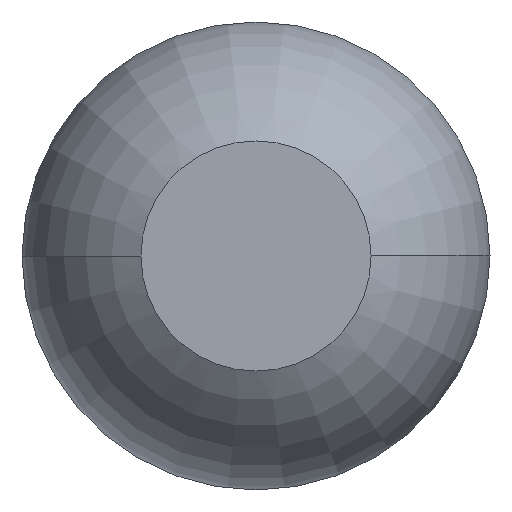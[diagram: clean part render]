
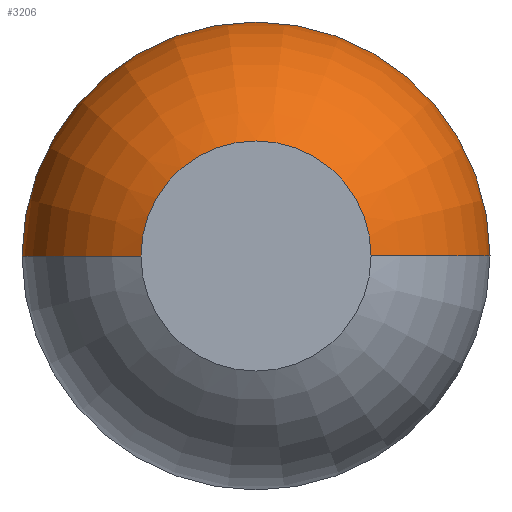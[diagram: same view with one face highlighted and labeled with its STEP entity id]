
A CAD part, front view. The second image highlights one B-rep face of the part: STEP entity #3206.
In plain terms, the highlighted toroidal (fillet/blend) face has major radius 0.005 mm and minor radius 0.3 mm.
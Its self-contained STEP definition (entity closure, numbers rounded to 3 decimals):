
#10 = EDGE_CURVE ( 'NONE', #554, #842, #3355, .T. ) ;
#56 = CIRCLE ( 'NONE', #2466, 0.3 ) ;
#98 = DIRECTION ( 'NONE',  ( 0., 0., 1. ) ) ;
#180 = DIRECTION ( 'NONE',  ( -1., 0., 0. ) ) ;
#221 = ORIENTED_EDGE ( 'NONE', *, *, #1849, .T. ) ;
#267 = CARTESIAN_POINT ( 'NONE',  ( 0., -29., 0. ) ) ;
#358 = CARTESIAN_POINT ( 'NONE',  ( 0.005, -28.737, 0. ) ) ;
#410 = DIRECTION ( 'NONE',  ( 0., 0., -1. ) ) ;
#460 = AXIS2_PLACEMENT_3D ( 'NONE', #2019, #3091, #1494 ) ;
#485 = FACE_OUTER_BOUND ( 'NONE', #1301, .T. ) ;
#502 = VERTEX_POINT ( 'NONE', #526 ) ;
#526 = CARTESIAN_POINT ( 'NONE',  ( 0.305, -28.737, 0. ) ) ;
#548 = ORIENTED_EDGE ( 'NONE', *, *, #1904, .T. ) ;
#554 = VERTEX_POINT ( 'NONE', #1901 ) ;
#672 = CARTESIAN_POINT ( 'NONE',  ( -0.005, -28.737, 0. ) ) ;
#842 = VERTEX_POINT ( 'NONE', #2297 ) ;
#872 = DIRECTION ( 'NONE',  ( 1., 0., 0. ) ) ;
#914 = EDGE_CURVE ( 'Defeature ausgef�hrt1_2+Defeature ausgef�hrt1_0+Defeature ausgef�hrt1_0+Defeature ausgef�hrt1_0', #842, #502, #2854, .T. ) ;
#927 = AXIS2_PLACEMENT_3D ( 'NONE', #267, #1085, #2659 ) ;
#1085 = DIRECTION ( 'NONE',  ( 0., 1., 0. ) ) ;
#1301 = EDGE_LOOP ( 'NONE', ( #221, #548, #1482, #3012 ) ) ;
#1419 = CARTESIAN_POINT ( 'NONE',  ( 0.15, -29., 0. ) ) ;
#1462 = DIRECTION ( 'NONE',  ( -1., 0., 0. ) ) ;
#1482 = ORIENTED_EDGE ( 'NONE', *, *, #914, .F. ) ;
#1494 = DIRECTION ( 'NONE',  ( -1., 0., 0. ) ) ;
#1849 = EDGE_CURVE ( 'Defeature ausgef�hrt1_0+Defeature ausgef�hrt1_10+Defeature ausgef�hrt1_10+Defeature ausgef�hrt1_10', #554, #2973, #2398, .T. ) ;
#1901 = CARTESIAN_POINT ( 'NONE',  ( -0.15, -29., 0. ) ) ;
#1904 = EDGE_CURVE ( 'NONE', #2973, #502, #56, .T. ) ;
#2019 = CARTESIAN_POINT ( 'NONE',  ( 0., -28.737, 0. ) ) ;
#2297 = CARTESIAN_POINT ( 'NONE',  ( -0.305, -28.737, 0. ) ) ;
#2319 = CARTESIAN_POINT ( 'NONE',  ( 0., -28.737, 0. ) ) ;
#2334 = AXIS2_PLACEMENT_3D ( 'NONE', #2319, #3371, #180 ) ;
#2398 = CIRCLE ( 'NONE', #927, 0.15 ) ;
#2466 = AXIS2_PLACEMENT_3D ( 'NONE', #358, #98, #872 ) ;
#2659 = DIRECTION ( 'NONE',  ( -1., 0., 0. ) ) ;
#2854 = CIRCLE ( 'NONE', #460, 0.305 ) ;
#2949 = TOROIDAL_SURFACE ( 'NONE', #2334, 0.005, 0.3 ) ;
#2973 = VERTEX_POINT ( 'NONE', #1419 ) ;
#3012 = ORIENTED_EDGE ( 'NONE', *, *, #10, .F. ) ;
#3030 = AXIS2_PLACEMENT_3D ( 'NONE', #672, #410, #1462 ) ;
#3091 = DIRECTION ( 'NONE',  ( 0., 1., 0. ) ) ;
#3206 = ADVANCED_FACE ( 'Defeature ausgef�hrt1_0', ( #485 ), #2949, .T. ) ;
#3355 = CIRCLE ( 'NONE', #3030, 0.3 ) ;
#3371 = DIRECTION ( 'NONE',  ( 0., 1., 0. ) ) ;
